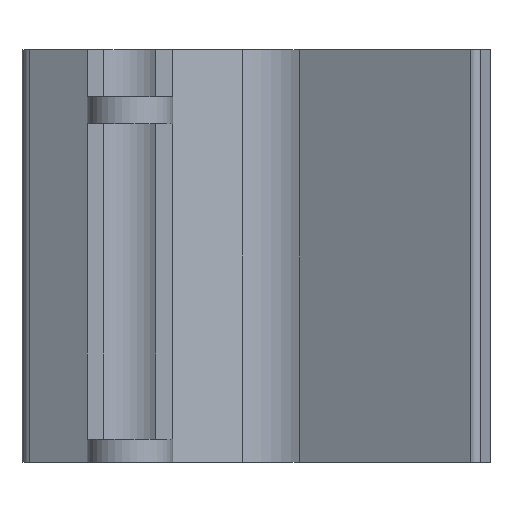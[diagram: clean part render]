
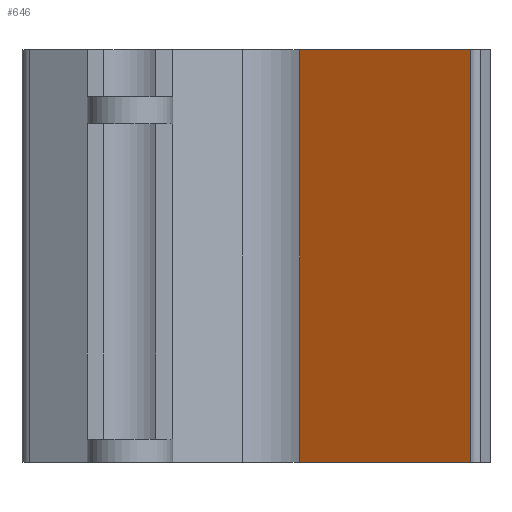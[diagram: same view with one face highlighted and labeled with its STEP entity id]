
A CAD part, left-side view. The second image highlights one B-rep face of the part: STEP entity #646.
In plain terms, the highlighted planar face has unit normal (-0.866, 0.5, 0).
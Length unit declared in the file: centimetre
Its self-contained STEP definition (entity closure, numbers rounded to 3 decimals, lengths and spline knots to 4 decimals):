
#76=FACE_OUTER_BOUND($,#113,.T.);
#113=EDGE_LOOP($,(#501,#502,#503,#504));
#155=LINE($,#986,#220);
#160=LINE($,#998,#225);
#171=LINE($,#1035,#236);
#173=LINE($,#1040,#238);
#220=VECTOR($,#788,1.);
#225=VECTOR($,#799,1.);
#236=VECTOR($,#832,1.);
#238=VECTOR($,#838,1.);
#286=VERTEX_POINT($,#983);
#287=VERTEX_POINT($,#985);
#291=VERTEX_POINT($,#997);
#306=VERTEX_POINT($,#1034);
#355=EDGE_CURVE($,#286,#287,#155,.T.);
#361=EDGE_CURVE($,#291,#287,#160,.T.);
#380=EDGE_CURVE($,#291,#306,#171,.T.);
#383=EDGE_CURVE($,#306,#286,#173,.T.);
#501=ORIENTED_EDGE($,*,*,#355,.F.);
#502=ORIENTED_EDGE($,*,*,#383,.F.);
#503=ORIENTED_EDGE($,*,*,#380,.F.);
#504=ORIENTED_EDGE($,*,*,#361,.T.);
#618=PLANE($,#704);
#646=ADVANCED_FACE($,(#76),#618,.T.);
#704=AXIS2_PLACEMENT_3D($,#1039,#836,#837);
#788=DIRECTION($,(0.,0.,-1.));
#799=DIRECTION($,(-0.5,-0.866,0.));
#832=DIRECTION($,(0.,0.,1.));
#836=DIRECTION('center_axis',(-0.866,0.5,0.));
#837=DIRECTION('ref_axis',(-0.5,-0.866,0.));
#838=DIRECTION($,(-0.5,-0.866,0.));
#983=CARTESIAN_POINT('',(-0.2265,-1.7925,2.175));
#985=CARTESIAN_POINT('',(-0.2265,-1.7925,0.));
#986=CARTESIAN_POINT($,(-0.2265,-1.7925,0.));
#997=CARTESIAN_POINT('',(0.2919,-0.8946,0.));
#998=CARTESIAN_POINT($,(0.3785,-0.7446,0.));
#1034=CARTESIAN_POINT('',(0.2919,-0.8946,2.175));
#1035=CARTESIAN_POINT($,(0.2919,-0.8946,0.));
#1039=CARTESIAN_POINT('Origin',(0.3785,-0.7446,0.));
#1040=CARTESIAN_POINT($,(0.3785,-0.7446,2.175));
